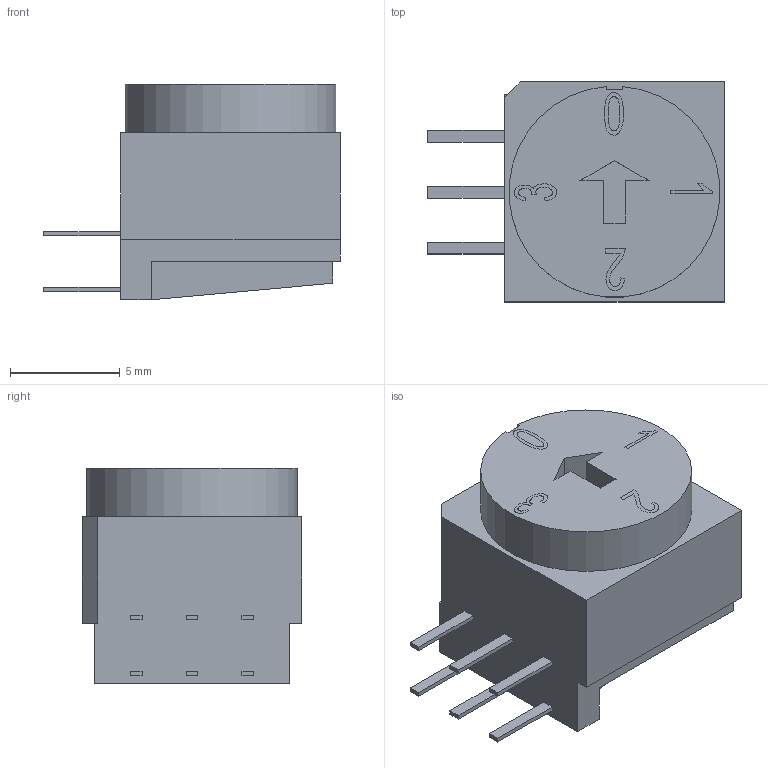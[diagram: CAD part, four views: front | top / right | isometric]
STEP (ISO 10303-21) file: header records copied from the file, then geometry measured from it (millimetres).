
FILE_DESCRIPTION((' '),'2;1');
FILE_NAME('RDTAx04R2x.stp','2017-07-28T10:56:19',(' '),(' '),' ','ACIS',' ');
FILE_SCHEMA(('CONFIG_CONTROL_DESIGN'));
Length unit declared in the file: inch
Products named in the file (1): RDTAx04R2x.stp
Bounding box: 13.5 x 10 x 9.8 mm (x, y, z)
Volume: 813.4 mm3; surface area: 607 mm2
Topology: 1 solids, 1 shells, 67 faces, 198 edges, 146 vertices
Faces by surface type: plane 66, cylinder 1
Entity records: 2388 total; most frequent: CARTESIAN_POINT 505, ORIENTED_EDGE 396, DIRECTION 304, EDGE_CURVE 198, VECTOR 164, LINE 164, VERTEX_POINT 146, EDGE_LOOP 80
